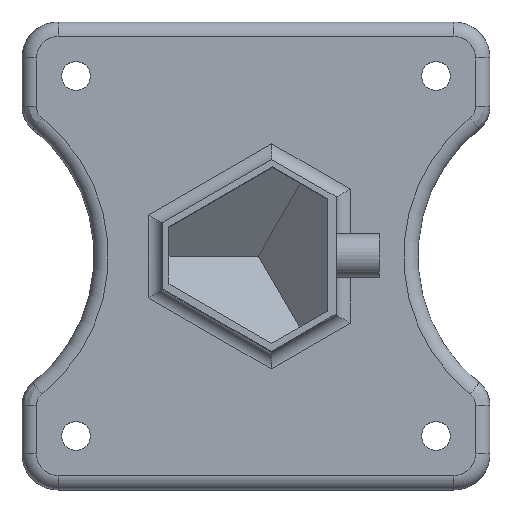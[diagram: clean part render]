
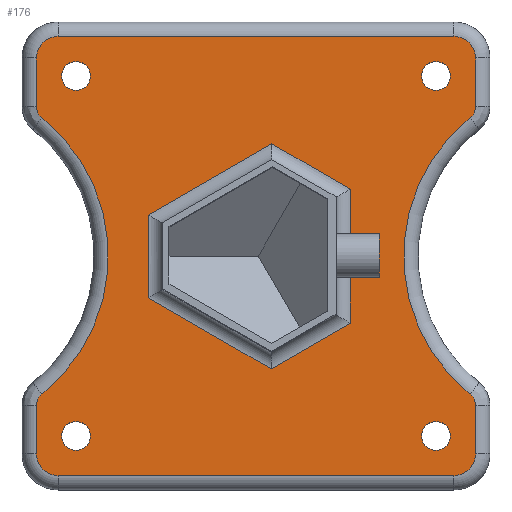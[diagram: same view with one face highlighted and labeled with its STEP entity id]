
A CAD part, top view. The second image highlights one B-rep face of the part: STEP entity #176.
In plain terms, the highlighted planar face has unit normal (0, 0, 1).
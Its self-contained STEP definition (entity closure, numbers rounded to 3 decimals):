
#85=FACE_BOUND('',#343,.T.);
#86=FACE_BOUND('',#344,.T.);
#87=FACE_BOUND('',#345,.T.);
#88=FACE_BOUND('',#346,.T.);
#89=FACE_BOUND('',#347,.T.);
#90=FACE_BOUND('',#348,.T.);
#108=CIRCLE('',#1354,2.);
#110=CIRCLE('',#1357,2.);
#112=CIRCLE('',#1360,2.);
#114=CIRCLE('',#1364,2.);
#116=CIRCLE('',#1367,2.);
#117=CIRCLE('',#1368,24.5);
#118=CIRCLE('',#1369,2.);
#119=CIRCLE('',#1370,3.);
#120=CIRCLE('',#1371,3.);
#121=CIRCLE('',#1372,2.);
#122=CIRCLE('',#1373,24.5);
#123=CIRCLE('',#1374,2.);
#124=CIRCLE('',#1375,3.);
#125=CIRCLE('',#1376,3.);
#176=ADVANCED_FACE('',(#85,#86,#87,#88,#89,#90),#243,.F.);
#243=PLANE('',#1377);
#343=EDGE_LOOP('',(#451,#452,#453,#454,#455,#456,#457,#458,#459,#460,#461,
#462,#463,#464,#465,#466));
#344=EDGE_LOOP('',(#467,#468,#469,#470,#471,#472));
#345=EDGE_LOOP('',(#473));
#346=EDGE_LOOP('',(#474));
#347=EDGE_LOOP('',(#475));
#348=EDGE_LOOP('',(#476));
#451=ORIENTED_EDGE('',*,*,#933,.T.);
#452=ORIENTED_EDGE('',*,*,#934,.T.);
#453=ORIENTED_EDGE('',*,*,#935,.T.);
#454=ORIENTED_EDGE('',*,*,#936,.T.);
#455=ORIENTED_EDGE('',*,*,#937,.T.);
#456=ORIENTED_EDGE('',*,*,#938,.T.);
#457=ORIENTED_EDGE('',*,*,#939,.T.);
#458=ORIENTED_EDGE('',*,*,#940,.T.);
#459=ORIENTED_EDGE('',*,*,#941,.T.);
#460=ORIENTED_EDGE('',*,*,#942,.T.);
#461=ORIENTED_EDGE('',*,*,#943,.T.);
#462=ORIENTED_EDGE('',*,*,#944,.T.);
#463=ORIENTED_EDGE('',*,*,#945,.T.);
#464=ORIENTED_EDGE('',*,*,#946,.T.);
#465=ORIENTED_EDGE('',*,*,#947,.T.);
#466=ORIENTED_EDGE('',*,*,#948,.T.);
#467=ORIENTED_EDGE('',*,*,#949,.T.);
#468=ORIENTED_EDGE('',*,*,#950,.T.);
#469=ORIENTED_EDGE('',*,*,#951,.T.);
#470=ORIENTED_EDGE('',*,*,#952,.T.);
#471=ORIENTED_EDGE('',*,*,#953,.T.);
#472=ORIENTED_EDGE('',*,*,#954,.T.);
#473=ORIENTED_EDGE('',*,*,#925,.T.);
#474=ORIENTED_EDGE('',*,*,#923,.T.);
#475=ORIENTED_EDGE('',*,*,#921,.T.);
#476=ORIENTED_EDGE('',*,*,#931,.T.);
#803=VERTEX_POINT('',#1915);
#805=VERTEX_POINT('',#1920);
#807=VERTEX_POINT('',#1925);
#813=VERTEX_POINT('',#1939);
#815=VERTEX_POINT('',#1944);
#816=VERTEX_POINT('',#1945);
#817=VERTEX_POINT('',#1947);
#818=VERTEX_POINT('',#1949);
#819=VERTEX_POINT('',#1951);
#820=VERTEX_POINT('',#1953);
#821=VERTEX_POINT('',#1955);
#822=VERTEX_POINT('',#1957);
#823=VERTEX_POINT('',#1959);
#824=VERTEX_POINT('',#1961);
#825=VERTEX_POINT('',#1963);
#826=VERTEX_POINT('',#1965);
#827=VERTEX_POINT('',#1967);
#828=VERTEX_POINT('',#1969);
#829=VERTEX_POINT('',#1971);
#830=VERTEX_POINT('',#1973);
#831=VERTEX_POINT('',#1976);
#832=VERTEX_POINT('',#1977);
#833=VERTEX_POINT('',#1979);
#834=VERTEX_POINT('',#1981);
#835=VERTEX_POINT('',#1983);
#836=VERTEX_POINT('',#1985);
#921=EDGE_CURVE('',#803,#803,#108,.T.);
#923=EDGE_CURVE('',#805,#805,#110,.T.);
#925=EDGE_CURVE('',#807,#807,#112,.T.);
#931=EDGE_CURVE('',#813,#813,#114,.T.);
#933=EDGE_CURVE('',#815,#816,#1107,.T.);
#934=EDGE_CURVE('',#816,#817,#116,.T.);
#935=EDGE_CURVE('',#817,#818,#117,.T.);
#936=EDGE_CURVE('',#818,#819,#118,.T.);
#937=EDGE_CURVE('',#819,#820,#1108,.T.);
#938=EDGE_CURVE('',#820,#821,#119,.T.);
#939=EDGE_CURVE('',#821,#822,#1109,.T.);
#940=EDGE_CURVE('',#822,#823,#120,.T.);
#941=EDGE_CURVE('',#823,#824,#1110,.T.);
#942=EDGE_CURVE('',#824,#825,#121,.T.);
#943=EDGE_CURVE('',#825,#826,#122,.T.);
#944=EDGE_CURVE('',#826,#827,#123,.T.);
#945=EDGE_CURVE('',#827,#828,#1111,.T.);
#946=EDGE_CURVE('',#828,#829,#124,.T.);
#947=EDGE_CURVE('',#829,#830,#1112,.T.);
#948=EDGE_CURVE('',#830,#815,#125,.T.);
#949=EDGE_CURVE('',#831,#832,#1113,.T.);
#950=EDGE_CURVE('',#832,#833,#1114,.T.);
#951=EDGE_CURVE('',#833,#834,#1115,.T.);
#952=EDGE_CURVE('',#834,#835,#1116,.T.);
#953=EDGE_CURVE('',#835,#836,#1117,.T.);
#954=EDGE_CURVE('',#836,#831,#1118,.T.);
#1107=LINE('',#1943,#1225);
#1108=LINE('',#1952,#1226);
#1109=LINE('',#1956,#1227);
#1110=LINE('',#1960,#1228);
#1111=LINE('',#1968,#1229);
#1112=LINE('',#1972,#1230);
#1113=LINE('',#1975,#1231);
#1114=LINE('',#1978,#1232);
#1115=LINE('',#1980,#1233);
#1116=LINE('',#1982,#1234);
#1117=LINE('',#1984,#1235);
#1118=LINE('',#1986,#1236);
#1225=VECTOR('',#1542,1.);
#1226=VECTOR('',#1549,1.);
#1227=VECTOR('',#1552,1.);
#1228=VECTOR('',#1555,1.);
#1229=VECTOR('',#1562,1.);
#1230=VECTOR('',#1565,1.);
#1231=VECTOR('',#1568,1.);
#1232=VECTOR('',#1569,1.);
#1233=VECTOR('',#1570,1.);
#1234=VECTOR('',#1571,1.);
#1235=VECTOR('',#1572,1.);
#1236=VECTOR('',#1573,1.);
#1354=AXIS2_PLACEMENT_3D('',#1914,#1512,#1513);
#1357=AXIS2_PLACEMENT_3D('',#1919,#1518,#1519);
#1360=AXIS2_PLACEMENT_3D('',#1924,#1524,#1525);
#1364=AXIS2_PLACEMENT_3D('',#1938,#1536,#1537);
#1367=AXIS2_PLACEMENT_3D('',#1946,#1543,#1544);
#1368=AXIS2_PLACEMENT_3D('',#1948,#1545,#1546);
#1369=AXIS2_PLACEMENT_3D('',#1950,#1547,#1548);
#1370=AXIS2_PLACEMENT_3D('',#1954,#1550,#1551);
#1371=AXIS2_PLACEMENT_3D('',#1958,#1553,#1554);
#1372=AXIS2_PLACEMENT_3D('',#1962,#1556,#1557);
#1373=AXIS2_PLACEMENT_3D('',#1964,#1558,#1559);
#1374=AXIS2_PLACEMENT_3D('',#1966,#1560,#1561);
#1375=AXIS2_PLACEMENT_3D('',#1970,#1563,#1564);
#1376=AXIS2_PLACEMENT_3D('',#1974,#1566,#1567);
#1377=AXIS2_PLACEMENT_3D('',#1987,#1574,#1575);
#1512=DIRECTION('',(0.,0.,-1.));
#1513=DIRECTION('',(1.,0.,0.));
#1518=DIRECTION('',(0.,0.,-1.));
#1519=DIRECTION('',(1.,0.,0.));
#1524=DIRECTION('',(0.,0.,-1.));
#1525=DIRECTION('',(1.,0.,0.));
#1536=DIRECTION('',(0.,0.,-1.));
#1537=DIRECTION('',(1.,0.,0.));
#1542=DIRECTION('',(0.,-1.,0.));
#1543=DIRECTION('',(0.,0.,1.));
#1544=DIRECTION('',(-1.,0.,0.));
#1545=DIRECTION('',(0.,0.,-1.));
#1546=DIRECTION('',(-1.,0.,0.));
#1547=DIRECTION('',(0.,0.,1.));
#1548=DIRECTION('',(-1.,0.,0.));
#1549=DIRECTION('',(0.,-1.,0.));
#1550=DIRECTION('',(0.,0.,1.));
#1551=DIRECTION('',(-1.,0.,0.));
#1552=DIRECTION('',(1.,0.,0.));
#1553=DIRECTION('',(0.,0.,1.));
#1554=DIRECTION('',(-1.,0.,0.));
#1555=DIRECTION('',(0.,1.,0.));
#1556=DIRECTION('',(0.,0.,1.));
#1557=DIRECTION('',(-1.,0.,0.));
#1558=DIRECTION('',(0.,0.,-1.));
#1559=DIRECTION('',(-1.,0.,0.));
#1560=DIRECTION('',(0.,0.,1.));
#1561=DIRECTION('',(-1.,0.,0.));
#1562=DIRECTION('',(0.,1.,0.));
#1563=DIRECTION('',(0.,0.,1.));
#1564=DIRECTION('',(-1.,0.,0.));
#1565=DIRECTION('',(-1.,0.,0.));
#1566=DIRECTION('',(0.,0.,1.));
#1567=DIRECTION('',(-1.,0.,0.));
#1568=DIRECTION('',(0.866,-0.5,0.));
#1569=DIRECTION('',(0.,-1.,0.));
#1570=DIRECTION('',(-0.866,-0.5,0.));
#1571=DIRECTION('',(-0.866,0.5,0.));
#1572=DIRECTION('',(0.,1.,0.));
#1573=DIRECTION('',(0.866,0.5,0.));
#1574=DIRECTION('',(0.,0.,-1.));
#1575=DIRECTION('',(-1.,0.,0.));
#1914=CARTESIAN_POINT('',(-25.,-25.,3.));
#1915=CARTESIAN_POINT('',(-23.,-25.,3.));
#1919=CARTESIAN_POINT('',(-25.,25.,3.));
#1920=CARTESIAN_POINT('',(-23.,25.,3.));
#1924=CARTESIAN_POINT('',(25.,25.,3.));
#1925=CARTESIAN_POINT('',(27.,25.,3.));
#1938=CARTESIAN_POINT('',(25.,-25.,3.));
#1939=CARTESIAN_POINT('',(27.,-25.,3.));
#1943=CARTESIAN_POINT('',(-30.5,25.,3.));
#1944=CARTESIAN_POINT('',(-30.5,27.5,3.));
#1945=CARTESIAN_POINT('',(-30.5,20.736,3.));
#1946=CARTESIAN_POINT('',(-28.5,20.736,3.));
#1947=CARTESIAN_POINT('',(-29.745,19.171,3.));
#1948=CARTESIAN_POINT('',(-45.,0.,3.));
#1949=CARTESIAN_POINT('',(-29.745,-19.171,3.));
#1950=CARTESIAN_POINT('',(-28.5,-20.736,3.));
#1951=CARTESIAN_POINT('',(-30.5,-20.736,3.));
#1952=CARTESIAN_POINT('',(-30.5,25.,3.));
#1953=CARTESIAN_POINT('',(-30.5,-27.5,3.));
#1954=CARTESIAN_POINT('',(-27.5,-27.5,3.));
#1955=CARTESIAN_POINT('',(-27.5,-30.5,3.));
#1956=CARTESIAN_POINT('',(25.,-30.5,3.));
#1957=CARTESIAN_POINT('',(27.5,-30.5,3.));
#1958=CARTESIAN_POINT('',(27.5,-27.5,3.));
#1959=CARTESIAN_POINT('',(30.5,-27.5,3.));
#1960=CARTESIAN_POINT('',(30.5,25.,3.));
#1961=CARTESIAN_POINT('',(30.5,-20.736,3.));
#1962=CARTESIAN_POINT('',(28.5,-20.736,3.));
#1963=CARTESIAN_POINT('',(29.745,-19.171,3.));
#1964=CARTESIAN_POINT('',(45.,0.,3.));
#1965=CARTESIAN_POINT('',(29.745,19.171,3.));
#1966=CARTESIAN_POINT('',(28.5,20.736,3.));
#1967=CARTESIAN_POINT('',(30.5,20.736,3.));
#1968=CARTESIAN_POINT('',(30.5,25.,3.));
#1969=CARTESIAN_POINT('',(30.5,27.5,3.));
#1970=CARTESIAN_POINT('',(27.5,27.5,3.));
#1971=CARTESIAN_POINT('',(27.5,30.5,3.));
#1972=CARTESIAN_POINT('',(25.,30.5,3.));
#1973=CARTESIAN_POINT('',(-27.5,30.5,3.));
#1974=CARTESIAN_POINT('',(-27.5,27.5,3.));
#1975=CARTESIAN_POINT('',(15.221,8.062,3.));
#1976=CARTESIAN_POINT('',(2.193,15.583,3.));
#1977=CARTESIAN_POINT('',(13.113,9.278,3.));
#1978=CARTESIAN_POINT('',(13.113,25.,3.));
#1979=CARTESIAN_POINT('',(13.113,-9.331,3.));
#1980=CARTESIAN_POINT('',(36.894,4.399,3.));
#1981=CARTESIAN_POINT('',(2.107,-15.686,3.));
#1982=CARTESIAN_POINT('',(1.659,-15.427,3.));
#1983=CARTESIAN_POINT('',(-14.962,-5.831,3.));
#1984=CARTESIAN_POINT('',(-14.962,25.,3.));
#1985=CARTESIAN_POINT('',(-14.962,5.678,3.));
#1986=CARTESIAN_POINT('',(23.376,27.813,3.));
#1987=CARTESIAN_POINT('',(25.,25.,3.));
